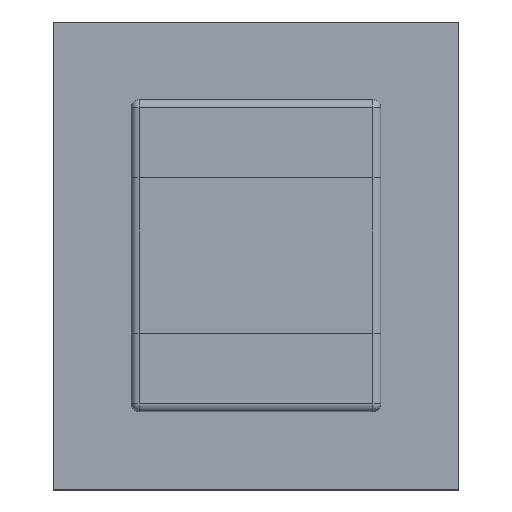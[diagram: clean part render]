
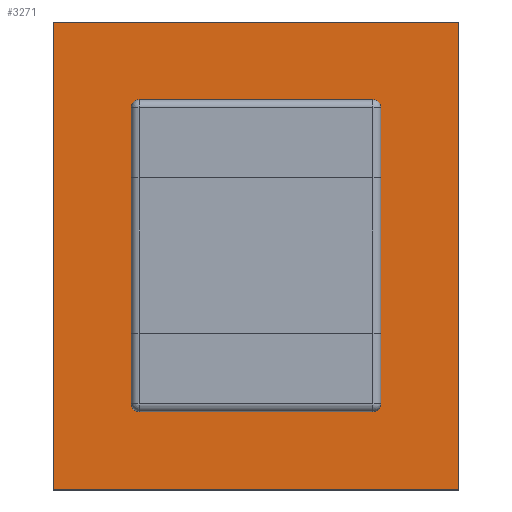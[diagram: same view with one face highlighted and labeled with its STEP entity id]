
A CAD part, top view. The second image highlights one B-rep face of the part: STEP entity #3271.
In plain terms, the highlighted planar face has unit normal (0, 0, 1).
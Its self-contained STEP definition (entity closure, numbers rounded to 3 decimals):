
#221=FACE_OUTER_BOUND($,#427,.T.);
#427=EDGE_LOOP($,(#2610,#2611,#2612,#2613));
#790=LINE($,#5093,#1203);
#792=LINE($,#5097,#1205);
#794=LINE($,#5101,#1207);
#796=LINE($,#5104,#1209);
#1203=VECTOR($,#4116,3.);
#1205=VECTOR($,#4120,2.6);
#1207=VECTOR($,#4124,3.);
#1209=VECTOR($,#4128,2.6);
#1536=VERTEX_POINT($,#5090);
#1537=VERTEX_POINT($,#5092);
#1538=VERTEX_POINT($,#5096);
#1539=VERTEX_POINT($,#5100);
#1910=EDGE_CURVE($,#1537,#1536,#790,.T.);
#1912=EDGE_CURVE($,#1538,#1537,#792,.T.);
#1914=EDGE_CURVE($,#1539,#1538,#794,.T.);
#1916=EDGE_CURVE($,#1536,#1539,#796,.T.);
#2610=ORIENTED_EDGE($,*,*,#1916,.T.);
#2611=ORIENTED_EDGE($,*,*,#1914,.T.);
#2612=ORIENTED_EDGE($,*,*,#1912,.T.);
#2613=ORIENTED_EDGE($,*,*,#1910,.T.);
#3103=PLANE($,#3494);
#3271=ADVANCED_FACE($,(#221),#3103,.T.);
#3494=AXIS2_PLACEMENT_3D($,#5105,#4129,#4130);
#4116=DIRECTION($,(0.,-1.,0.));
#4120=DIRECTION($,(-1.,0.,0.));
#4124=DIRECTION($,(0.,1.,0.));
#4128=DIRECTION($,(1.,0.,0.));
#4129=DIRECTION('center_axis',(0.,0.,1.));
#4130=DIRECTION('ref_axis',(1.,0.,0.));
#5090=CARTESIAN_POINT('',(-1.3,-1.5,0.41));
#5092=CARTESIAN_POINT('',(-1.3,1.5,0.41));
#5093=CARTESIAN_POINT($,(-1.3,-1.5,0.41));
#5096=CARTESIAN_POINT('',(1.3,1.5,0.41));
#5097=CARTESIAN_POINT($,(-1.3,1.5,0.41));
#5100=CARTESIAN_POINT('',(1.3,-1.5,0.41));
#5101=CARTESIAN_POINT($,(1.3,1.5,0.41));
#5104=CARTESIAN_POINT($,(1.3,-1.5,0.41));
#5105=CARTESIAN_POINT('Origin',(0.,0.,0.41));
